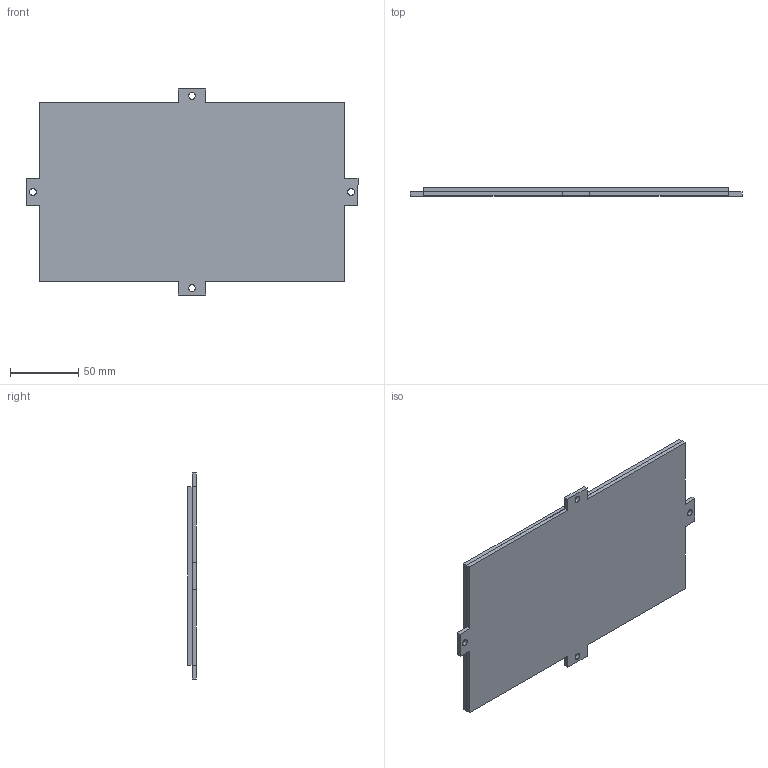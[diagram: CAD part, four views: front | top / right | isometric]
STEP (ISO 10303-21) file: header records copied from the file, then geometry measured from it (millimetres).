
FILE_DESCRIPTION (( 'STEP AP203' ), '1' );
FILE_NAME ('FeedersDeJumpers.STEP', '2024-11-25T19:59:41', ( 'Dell' ), ( '' ), 'SwSTEP 2.0', 'SolidWorks 2023', '' );
FILE_SCHEMA (( 'CONFIG_CONTROL_DESIGN' ));
Length unit declared in the file: centimetre
Products named in the file (3): FeedersDeJumpers; feeder fixture bottom; feeder fixture top
Assembly tree (2 placements, depth 2):
  FeedersDeJumpers
    feeder fixture bottom
    feeder fixture top
Bounding box: 242.89 x 6 x 150.74 mm (x, y, z)
Volume: 157111 mm3; surface area: 117815 mm2
Topology: 2 solids, 2 shells, 300 faces, 888 edges, 592 vertices
Faces by surface type: plane 292, cylinder 8
Entity records: 10173 total; most frequent: CARTESIAN_POINT 1785, ORIENTED_EDGE 1776, DIRECTION 1514, EDGE_CURVE 888, LINE 872, VECTOR 872, VERTEX_POINT 592, AXIS2_PLACEMENT_3D 321
